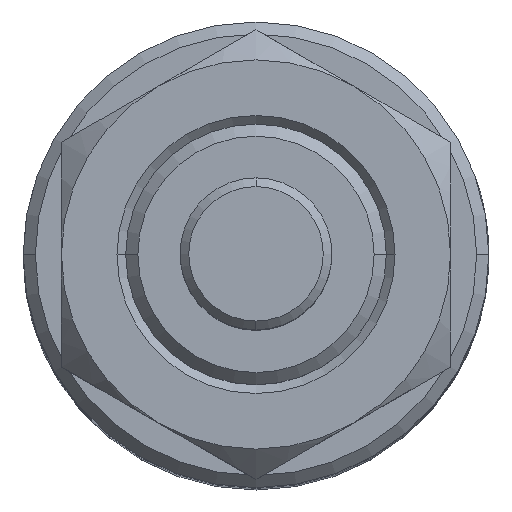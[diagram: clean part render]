
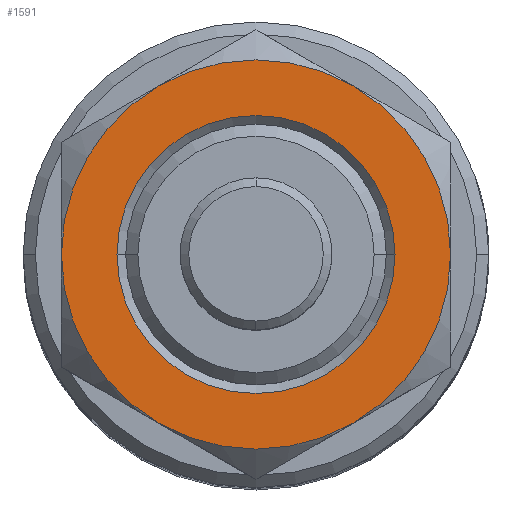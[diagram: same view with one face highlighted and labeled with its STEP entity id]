
A CAD part, top view. The second image highlights one B-rep face of the part: STEP entity #1591.
In plain terms, the highlighted planar face has unit normal (0, 0, 1).
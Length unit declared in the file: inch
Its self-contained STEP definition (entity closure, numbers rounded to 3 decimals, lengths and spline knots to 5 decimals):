
#1 = AXIS2_PLACEMENT_3D ( 'NONE', #3310, #1787, #223 ) ;
#135 = DIRECTION ( 'NONE',  ( 0., 0., -1. ) ) ;
#159 = EDGE_LOOP ( 'NONE', ( #3137, #3305, #363, #634, #882, #1262 ) ) ;
#222 = FACE_OUTER_BOUND ( 'NONE', #159, .T. ) ;
#223 = DIRECTION ( 'NONE',  ( -1., 0., 0. ) ) ;
#277 = EDGE_CURVE ( 'NONE', #2231, #734, #1710, .T. ) ;
#353 = AXIS2_PLACEMENT_3D ( 'NONE', #999, #2784, #1263 ) ;
#363 = ORIENTED_EDGE ( 'NONE', *, *, #3017, .F. ) ;
#411 = CIRCLE ( 'NONE', #2955, 0.56 ) ;
#459 = DIRECTION ( 'NONE',  ( 0., 0., -1. ) ) ;
#476 = EDGE_CURVE ( 'NONE', #3225, #2241, #1741, .T. ) ;
#494 = AXIS2_PLACEMENT_3D ( 'NONE', #2014, #459, #2275 ) ;
#634 = ORIENTED_EDGE ( 'NONE', *, *, #3200, .F. ) ;
#641 = CARTESIAN_POINT ( 'NONE',  ( -0.4, 0., 0.21 ) ) ;
#734 = VERTEX_POINT ( 'NONE', #2849 ) ;
#816 = AXIS2_PLACEMENT_3D ( 'NONE', #1477, #3268, #1748 ) ;
#832 = DIRECTION ( 'NONE',  ( 0., 0., -1. ) ) ;
#882 = ORIENTED_EDGE ( 'NONE', *, *, #1767, .T. ) ;
#960 = EDGE_CURVE ( 'NONE', #1029, #2179, #1098, .T. ) ;
#999 = CARTESIAN_POINT ( 'NONE',  ( 0., 0., 0.21 ) ) ;
#1029 = VERTEX_POINT ( 'NONE', #2817 ) ;
#1098 = CIRCLE ( 'NONE', #1908, 0.56 ) ;
#1104 = DIRECTION ( 'NONE',  ( -1., 0., 0. ) ) ;
#1126 = AXIS2_PLACEMENT_3D ( 'NONE', #2118, #2630, #1104 ) ;
#1136 = CARTESIAN_POINT ( 'NONE',  ( 0.56, 0., 0.21 ) ) ;
#1228 = VERTEX_POINT ( 'NONE', #1136 ) ;
#1262 = ORIENTED_EDGE ( 'NONE', *, *, #476, .F. ) ;
#1263 = DIRECTION ( 'NONE',  ( 1., 0., 0. ) ) ;
#1326 = DIRECTION ( 'NONE',  ( 0., 0., -1. ) ) ;
#1477 = CARTESIAN_POINT ( 'NONE',  ( 0., 0., 0.21 ) ) ;
#1509 = DIRECTION ( 'NONE',  ( -1., 0., 0. ) ) ;
#1591 = ADVANCED_FACE ( 'NONE', ( #1774, #222 ), #2383, .F. ) ;
#1666 = DIRECTION ( 'NONE',  ( 0., 0., -1. ) ) ;
#1698 = CARTESIAN_POINT ( 'NONE',  ( 0., 0., 0.21 ) ) ;
#1710 = CIRCLE ( 'NONE', #816, 0.4 ) ;
#1741 = CIRCLE ( 'NONE', #3049, 0.56 ) ;
#1748 = DIRECTION ( 'NONE',  ( -1., 0., 0. ) ) ;
#1767 = EDGE_CURVE ( 'NONE', #1228, #2241, #3008, .T. ) ;
#1774 = FACE_BOUND ( 'NONE', #2603, .T. ) ;
#1787 = DIRECTION ( 'NONE',  ( 0., 0., -1. ) ) ;
#1908 = AXIS2_PLACEMENT_3D ( 'NONE', #3277, #1666, #1509 ) ;
#1954 = DIRECTION ( 'NONE',  ( -1., 0., 0. ) ) ;
#1955 = CIRCLE ( 'NONE', #2090, 0.4 ) ;
#1959 = ORIENTED_EDGE ( 'NONE', *, *, #277, .T. ) ;
#2014 = CARTESIAN_POINT ( 'NONE',  ( 0., 0., 0.21 ) ) ;
#2090 = AXIS2_PLACEMENT_3D ( 'NONE', #2858, #1326, #3117 ) ;
#2118 = CARTESIAN_POINT ( 'NONE',  ( 0.56, 0.96995, 0.21 ) ) ;
#2179 = VERTEX_POINT ( 'NONE', #2690 ) ;
#2193 = CIRCLE ( 'NONE', #1, 0.56 ) ;
#2231 = VERTEX_POINT ( 'NONE', #641 ) ;
#2241 = VERTEX_POINT ( 'NONE', #2718 ) ;
#2275 = DIRECTION ( 'NONE',  ( -1., 0., 0. ) ) ;
#2351 = ORIENTED_EDGE ( 'NONE', *, *, #3150, .T. ) ;
#2381 = CARTESIAN_POINT ( 'NONE',  ( 0., 0., 0.21 ) ) ;
#2383 = PLANE ( 'NONE',  #1126 ) ;
#2392 = EDGE_CURVE ( 'NONE', #2179, #3225, #2867, .T. ) ;
#2603 = EDGE_LOOP ( 'NONE', ( #2351, #1959 ) ) ;
#2629 = DIRECTION ( 'NONE',  ( -1., 0., 0. ) ) ;
#2630 = DIRECTION ( 'NONE',  ( 0., 0., -1. ) ) ;
#2690 = CARTESIAN_POINT ( 'NONE',  ( -0.56, 0., 0.21 ) ) ;
#2692 = VERTEX_POINT ( 'NONE', #2954 ) ;
#2718 = CARTESIAN_POINT ( 'NONE',  ( 0.28, 0.48497, 0.21 ) ) ;
#2784 = DIRECTION ( 'NONE',  ( 0., 0., 1. ) ) ;
#2817 = CARTESIAN_POINT ( 'NONE',  ( -0.28, -0.48497, 0.21 ) ) ;
#2849 = CARTESIAN_POINT ( 'NONE',  ( 0.4, 0., 0.21 ) ) ;
#2858 = CARTESIAN_POINT ( 'NONE',  ( 0., 0., 0.21 ) ) ;
#2867 = CIRCLE ( 'NONE', #494, 0.56 ) ;
#2954 = CARTESIAN_POINT ( 'NONE',  ( 0.28, -0.48497, 0.21 ) ) ;
#2955 = AXIS2_PLACEMENT_3D ( 'NONE', #2381, #832, #2629 ) ;
#3008 = CIRCLE ( 'NONE', #353, 0.56 ) ;
#3017 = EDGE_CURVE ( 'NONE', #2692, #1029, #2193, .T. ) ;
#3049 = AXIS2_PLACEMENT_3D ( 'NONE', #1698, #135, #1954 ) ;
#3117 = DIRECTION ( 'NONE',  ( -1., 0., 0. ) ) ;
#3137 = ORIENTED_EDGE ( 'NONE', *, *, #2392, .F. ) ;
#3145 = CARTESIAN_POINT ( 'NONE',  ( -0.28, 0.48497, 0.21 ) ) ;
#3150 = EDGE_CURVE ( 'NONE', #734, #2231, #1955, .T. ) ;
#3200 = EDGE_CURVE ( 'NONE', #1228, #2692, #411, .T. ) ;
#3225 = VERTEX_POINT ( 'NONE', #3145 ) ;
#3268 = DIRECTION ( 'NONE',  ( 0., 0., -1. ) ) ;
#3277 = CARTESIAN_POINT ( 'NONE',  ( 0., 0., 0.21 ) ) ;
#3305 = ORIENTED_EDGE ( 'NONE', *, *, #960, .F. ) ;
#3310 = CARTESIAN_POINT ( 'NONE',  ( 0., 0., 0.21 ) ) ;
